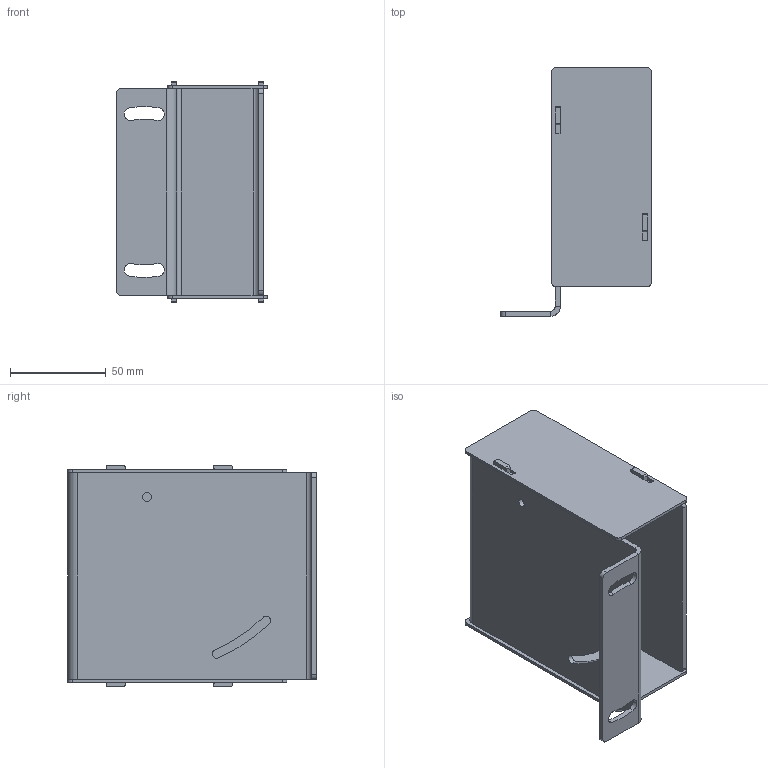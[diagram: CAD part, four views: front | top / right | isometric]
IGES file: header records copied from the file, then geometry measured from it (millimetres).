
Start section:  PTC IGES file: 141807.igs
Global section: file name: 141807.igs; native system: Pro/ENGINEER by Parametric Technology Corporation; preprocessor: 2009141; author: banengservice; organization: Unknown; date: 20110428.091539; units: inch
Bounding box: 78.77 x 129.79 x 115.57 mm (x, y, z)
Volume: 107428.3 mm3; surface area: 91357.2 mm2
Topology: 1 solids, 1 shells, 124 faces, 358 edges, 232 vertices
Faces by surface type: bspline 68, revolution 56
